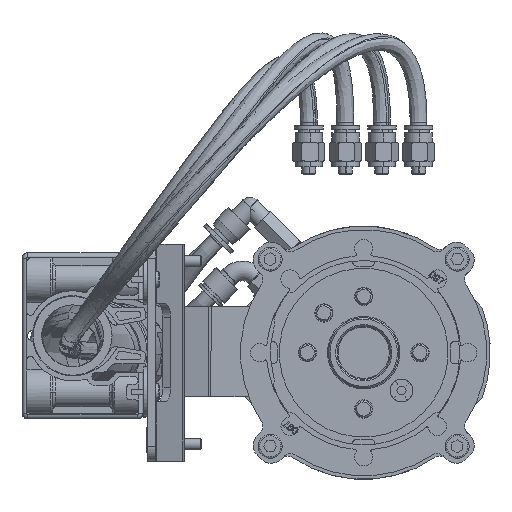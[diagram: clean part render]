
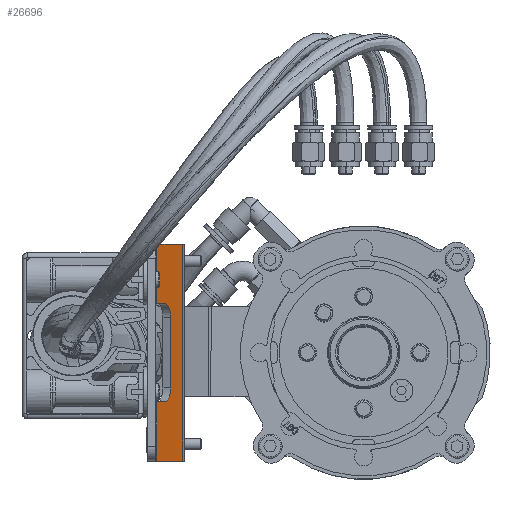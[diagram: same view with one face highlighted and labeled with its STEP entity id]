
A CAD part, left-side view. The second image highlights one B-rep face of the part: STEP entity #26696.
In plain terms, the highlighted planar face has unit normal (-0.423, -0.906, 0).
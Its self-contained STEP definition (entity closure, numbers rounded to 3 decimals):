
#476 = CARTESIAN_POINT ( 'NONE',  ( 331.066, 68.588, 1021.5 ) ) ;
#1845 = EDGE_CURVE ( 'NONE', #46896, #138399, #78688, .T. ) ;
#2549 = ORIENTED_EDGE ( 'NONE', *, *, #202023, .T. ) ;
#5087 = DIRECTION ( 'NONE',  ( 0.906, -0.423, 0. ) ) ;
#7065 = ORIENTED_EDGE ( 'NONE', *, *, #107683, .T. ) ;
#9226 = LINE ( 'NONE', #29447, #27936 ) ;
#12318 = CARTESIAN_POINT ( 'NONE',  ( 326.535, 70.701, 1021.5 ) ) ;
#13327 = LINE ( 'NONE', #162662, #205104 ) ;
#14708 = CARTESIAN_POINT ( 'NONE',  ( 326.535, 70.701, 1026.5 ) ) ;
#20343 = EDGE_CURVE ( 'NONE', #66822, #29117, #153330, .T. ) ;
#22506 = DIRECTION ( 'NONE',  ( 0., 0., 1. ) ) ;
#24184 = VECTOR ( 'NONE', #190782, 1000. ) ;
#24263 = DIRECTION ( 'NONE',  ( 0.423, 0.906, 0. ) ) ;
#25120 = EDGE_LOOP ( 'NONE', ( #2549, #143502, #89646, #7065, #168161, #45348, #140049, #94965, #46629, #208905 ) ) ;
#26696 = ADVANCED_FACE ( 'NONE', ( #45895 ), #110996, .F. ) ;
#27936 = VECTOR ( 'NONE', #62513, 1000. ) ;
#29117 = VERTEX_POINT ( 'NONE', #50668 ) ;
#29447 = CARTESIAN_POINT ( 'NONE',  ( 320.493, 73.519, 970.5 ) ) ;
#29876 = DIRECTION ( 'NONE',  ( 0.906, -0.423, 0. ) ) ;
#31955 = EDGE_CURVE ( 'NONE', #51299, #138399, #106340, .T. ) ;
#33260 = EDGE_CURVE ( 'NONE', #198634, #29117, #9226, .T. ) ;
#38094 = CARTESIAN_POINT ( 'NONE',  ( 331.066, 68.588, 996.5 ) ) ;
#42271 = DIRECTION ( 'NONE',  ( -0.906, 0.423, 0. ) ) ;
#45348 = ORIENTED_EDGE ( 'NONE', *, *, #1845, .F. ) ;
#45895 = FACE_OUTER_BOUND ( 'NONE', #25120, .T. ) ;
#46629 = ORIENTED_EDGE ( 'NONE', *, *, #20343, .T. ) ;
#46896 = VERTEX_POINT ( 'NONE', #163254 ) ;
#49053 = EDGE_CURVE ( 'NONE', #111562, #60988, #85164, .T. ) ;
#50668 = CARTESIAN_POINT ( 'NONE',  ( 320.493, 73.519, 1047.5 ) ) ;
#50917 = VERTEX_POINT ( 'NONE', #76654 ) ;
#51299 = VERTEX_POINT ( 'NONE', #207114 ) ;
#53036 = CARTESIAN_POINT ( 'NONE',  ( 340.732, 64.081, 1047.5 ) ) ;
#56149 = CARTESIAN_POINT ( 'NONE',  ( 320.493, 73.519, 991.5 ) ) ;
#59651 = AXIS2_PLACEMENT_3D ( 'NONE', #103264, #24263, #5087 ) ;
#60988 = VERTEX_POINT ( 'NONE', #476 ) ;
#62513 = DIRECTION ( 'NONE',  ( 0., 0., 1. ) ) ;
#66822 = VERTEX_POINT ( 'NONE', #100159 ) ;
#76398 = CARTESIAN_POINT ( 'NONE',  ( 340.732, 64.081, 991.5 ) ) ;
#76654 = CARTESIAN_POINT ( 'NONE',  ( 340.129, 64.362, 970.5 ) ) ;
#78688 = LINE ( 'NONE', #127795, #24184 ) ;
#78709 = EDGE_CURVE ( 'NONE', #60988, #146549, #121754, .T. ) ;
#79514 = DIRECTION ( 'NONE',  ( 0.906, -0.423, 0. ) ) ;
#80014 = DIRECTION ( 'NONE',  ( 0.423, 0.906, 0. ) ) ;
#84514 = DIRECTION ( 'NONE',  ( 0.906, -0.423, 0. ) ) ;
#85164 = CIRCLE ( 'NONE', #112486, 5. ) ;
#89646 = ORIENTED_EDGE ( 'NONE', *, *, #78709, .T. ) ;
#93354 = EDGE_CURVE ( 'NONE', #50917, #46896, #13327, .T. ) ;
#94965 = ORIENTED_EDGE ( 'NONE', *, *, #184777, .T. ) ;
#97879 = VECTOR ( 'NONE', #171879, 1000. ) ;
#100159 = CARTESIAN_POINT ( 'NONE',  ( 340.129, 64.362, 1047.5 ) ) ;
#100225 = VECTOR ( 'NONE', #84514, 1000. ) ;
#103221 = DIRECTION ( 'NONE',  ( -0.906, 0.423, 0. ) ) ;
#103264 = CARTESIAN_POINT ( 'NONE',  ( 326.535, 70.701, 996.5 ) ) ;
#106340 = LINE ( 'NONE', #76398, #116261 ) ;
#107683 = EDGE_CURVE ( 'NONE', #146549, #51299, #155033, .T. ) ;
#110996 = PLANE ( 'NONE',  #204174 ) ;
#111562 = VERTEX_POINT ( 'NONE', #14708 ) ;
#112486 = AXIS2_PLACEMENT_3D ( 'NONE', #12318, #140411, #79514 ) ;
#116261 = VECTOR ( 'NONE', #42271, 1000. ) ;
#121754 = LINE ( 'NONE', #172929, #97879 ) ;
#127795 = CARTESIAN_POINT ( 'NONE',  ( 320.493, 73.519, 970.5 ) ) ;
#131099 = CARTESIAN_POINT ( 'NONE',  ( 320.493, 73.519, 1026.5 ) ) ;
#133503 = CARTESIAN_POINT ( 'NONE',  ( 340.129, 64.362, 970.5 ) ) ;
#135642 = VECTOR ( 'NONE', #22506, 1000. ) ;
#138399 = VERTEX_POINT ( 'NONE', #56149 ) ;
#140049 = ORIENTED_EDGE ( 'NONE', *, *, #93354, .F. ) ;
#140411 = DIRECTION ( 'NONE',  ( 0.423, 0.906, 0. ) ) ;
#143502 = ORIENTED_EDGE ( 'NONE', *, *, #49053, .T. ) ;
#146549 = VERTEX_POINT ( 'NONE', #38094 ) ;
#148576 = LINE ( 'NONE', #200820, #100225 ) ;
#153330 = LINE ( 'NONE', #53036, #200238 ) ;
#155033 = CIRCLE ( 'NONE', #59651, 5. ) ;
#162662 = CARTESIAN_POINT ( 'NONE',  ( 340.732, 64.081, 970.5 ) ) ;
#163254 = CARTESIAN_POINT ( 'NONE',  ( 320.493, 73.519, 970.5 ) ) ;
#168161 = ORIENTED_EDGE ( 'NONE', *, *, #31955, .T. ) ;
#171879 = DIRECTION ( 'NONE',  ( 0., 0., -1. ) ) ;
#172929 = CARTESIAN_POINT ( 'NONE',  ( 331.066, 68.588, 970.5 ) ) ;
#179220 = CARTESIAN_POINT ( 'NONE',  ( 340.732, 64.081, 970.5 ) ) ;
#184777 = EDGE_CURVE ( 'NONE', #50917, #66822, #200700, .T. ) ;
#190782 = DIRECTION ( 'NONE',  ( 0., 0., 1. ) ) ;
#192628 = DIRECTION ( 'NONE',  ( -0.906, 0.423, 0. ) ) ;
#198634 = VERTEX_POINT ( 'NONE', #131099 ) ;
#200238 = VECTOR ( 'NONE', #103221, 1000. ) ;
#200700 = LINE ( 'NONE', #133503, #135642 ) ;
#200820 = CARTESIAN_POINT ( 'NONE',  ( 340.732, 64.081, 1026.5 ) ) ;
#202023 = EDGE_CURVE ( 'NONE', #198634, #111562, #148576, .T. ) ;
#204174 = AXIS2_PLACEMENT_3D ( 'NONE', #179220, #80014, #29876 ) ;
#205104 = VECTOR ( 'NONE', #192628, 1000. ) ;
#207114 = CARTESIAN_POINT ( 'NONE',  ( 326.535, 70.701, 991.5 ) ) ;
#208905 = ORIENTED_EDGE ( 'NONE', *, *, #33260, .F. ) ;
